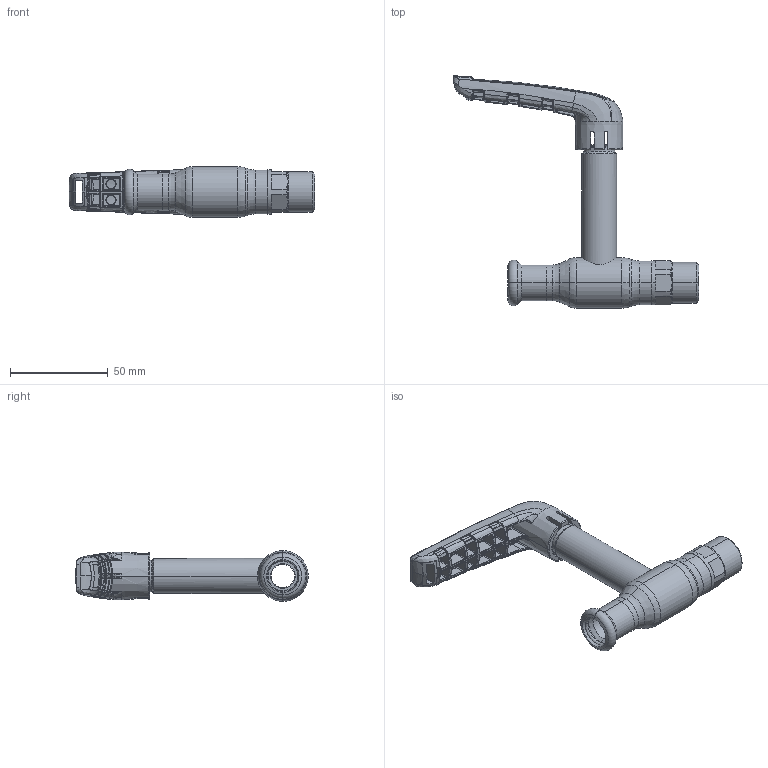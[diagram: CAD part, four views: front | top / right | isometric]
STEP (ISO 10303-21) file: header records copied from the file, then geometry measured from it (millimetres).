
FILE_DESCRIPTION (( 'STEP AP214' ), '1' );
FILE_NAME ('1010001211-xxxx.step', '2019-05-07T12:43:38', ( '' ), ( '' ), 'SwSTEP 2.0', 'SolidWorks 2017', '' );
FILE_SCHEMA (( 'AUTOMOTIVE_DESIGN' ));
Length unit declared in the file: millimetre
Products named in the file (1): 1010001211-xxxx
Bounding box: 125.78 x 119.18 x 26 mm (x, y, z)
Surface area: 22793.3 mm2 (no closed solid volume)
Topology: 0 solids, 8 shells, 787 faces, 2403 edges, 1516 vertices
Faces by surface type: bspline 633, plane 62, cylinder 36, cone 35, torus 21
Entity records: 66561 total; most frequent: CARTESIAN_POINT 42367, ORIENTED_EDGE 4059, EDGE_CURVE 2381, B_SPLINE_CURVE_WITH_KNOTS 1654, DIRECTION 1576, VERTEX_POINT 1516, EDGE_LOOP 809, UNCERTAINTY_MEASURE_WITH_UNIT 789
